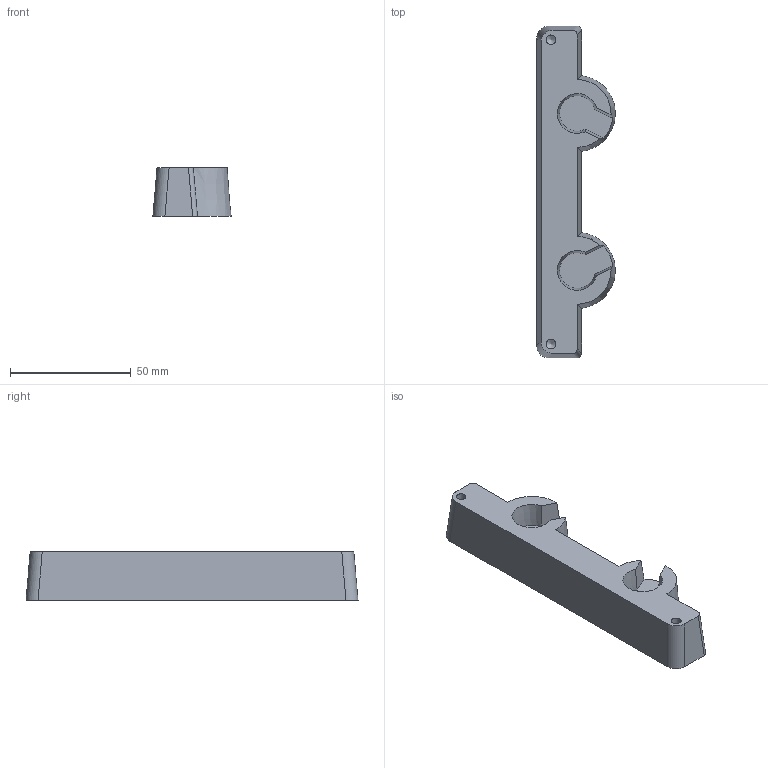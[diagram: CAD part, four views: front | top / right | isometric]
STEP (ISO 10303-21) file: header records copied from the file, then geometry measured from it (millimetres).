
FILE_DESCRIPTION(/* description */ ('','CAx-IF Rec.Pracs.---Representation and Presentation of Product Manufacturing Information (PMI)---4.0---2014-10-13'),/* implementation_level */ '2;1');
FILE_NAME(/* name */ 'keyboard-2-plate v11 - Base LHS.step',/* time_stamp */ '2025-01-19T01:33:16Z',/* author */ (''),/* organization */ (''),/* preprocessor_version */ 'ST-DEVELOPER v20',/* originating_system */ 'Autodesk Translation Framework v13.20.0.188',/* authorisation */ '');
FILE_SCHEMA (('AP242_MANAGED_MODEL_BASED_3D_ENGINEERING_MIM_LF { 1 0 10303 442 1 1 4 }'));
Length unit declared in the file: millimetre
Products named in the file (3): keyboard-2-plate; Base; Base-Feet
Assembly tree (2 placements, depth 3):
  keyboard-2-plate
    Base
      Base-Feet
Bounding box: 32.44 x 137.5 x 20 mm (x, y, z)
Volume: 52635.1 mm3; surface area: 13422.5 mm2
Topology: 1 solids, 1 shells, 26 faces, 70 edges, 46 vertices
Faces by surface type: plane 14, cone 6, cylinder 6
Full cylindrical faces by diameter (mm): 4 x2
Entity records: 862 total; most frequent: CARTESIAN_POINT 169, DIRECTION 142, ORIENTED_EDGE 136, EDGE_CURVE 68, AXIS2_PLACEMENT_3D 55, VERTEX_POINT 46, LINE 32, VECTOR 32
